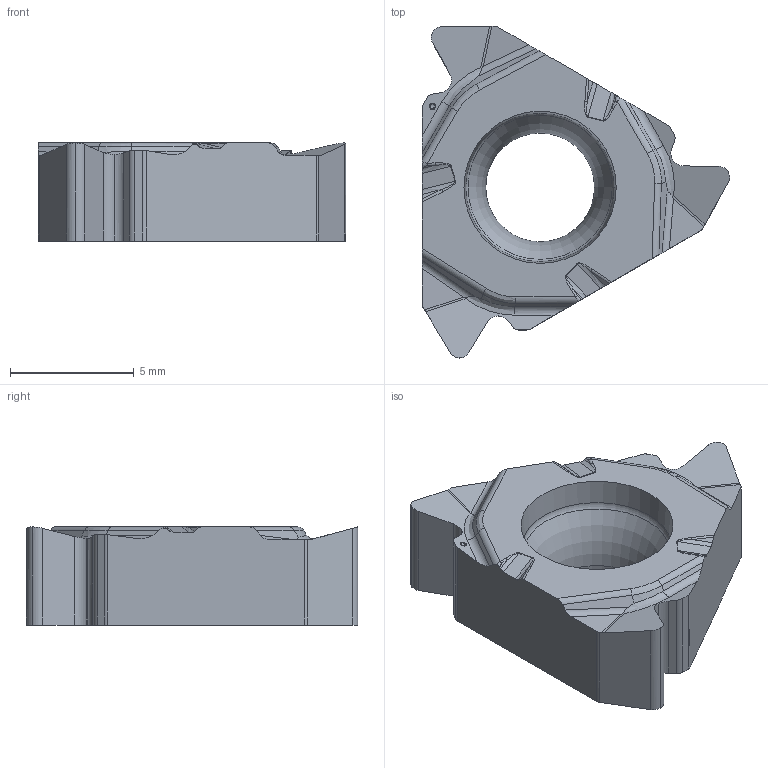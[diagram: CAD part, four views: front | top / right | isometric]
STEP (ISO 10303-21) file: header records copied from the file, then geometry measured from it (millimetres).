
FILE_DESCRIPTION(/* description */ (''),/* implementation_level */ '2;1');
FILE_NAME(/* name */ 'aaa327992_a.stp',/* time_stamp */ '2018-12-13T08:58:18+01:00',/* author */ (''),/* organization */ ('SMS'),/* preprocessor_version */ 'ST-DEVELOPER v15',/* originating_system */ 'SIEMENS PLM Software NX 8.5',/* authorisation */ '');
FILE_SCHEMA (('AUTOMOTIVE_DESIGN { 1 0 10303 214 3 1 1 1 }'));
Length unit declared in the file: millimetre
Products named in the file (1): AAA327992_A
Bounding box: 12.43 x 13.43 x 3.97 mm (x, y, z)
Volume: 313.2 mm3; surface area: 397.3 mm2
Topology: 1 solids, 1 shells, 119 faces, 327 edges, 212 vertices
Faces by surface type: cylinder 49, plane 44, bspline 15, extrusion 6, torus 3, cone 1, sphere 1
Full cylindrical faces by diameter (mm): 4.4 x1
Entity records: 4591 total; most frequent: CARTESIAN_POINT 1564, ORIENTED_EDGE 632, DIRECTION 618, EDGE_CURVE 316, AXIS2_PLACEMENT_3D 219, VERTEX_POINT 205, VECTOR 180, LINE 174
